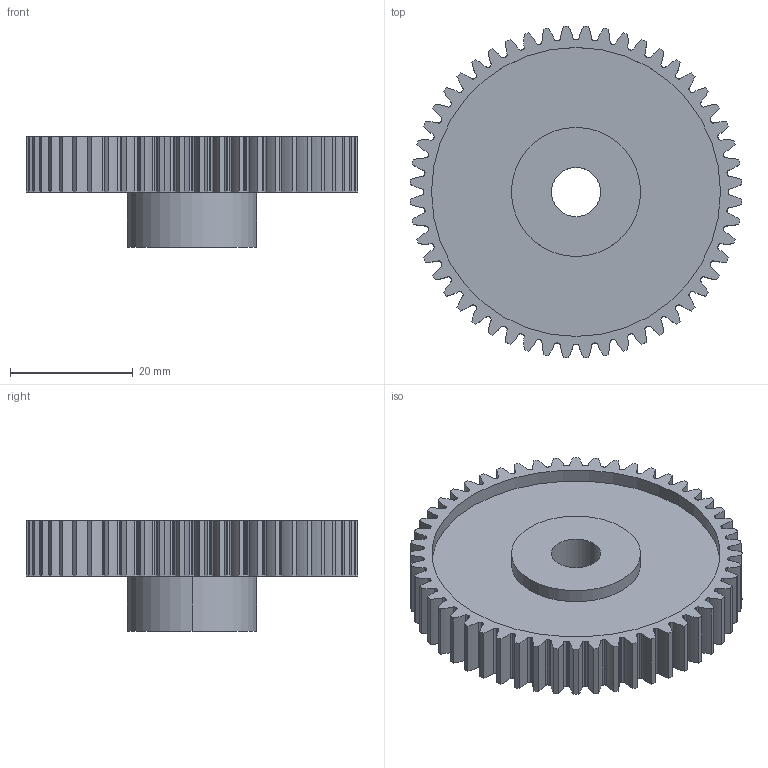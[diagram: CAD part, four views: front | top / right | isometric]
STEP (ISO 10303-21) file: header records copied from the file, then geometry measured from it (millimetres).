
FILE_DESCRIPTION (( 'STEP AP214' ), '1' );
FILE_NAME ('119-010-052.step', '2010-07-19T14:24:28', ( 'WMH Herion Antriebstechnik GmbH' ), ( 'WMH Herion Antriebstechnik GmbH' ), 'SwSTEP 2.0', 'SolidWorks 2010', '' );
FILE_SCHEMA (( 'AUTOMOTIVE_DESIGN' ));
Length unit declared in the file: millimetre
Products named in the file (1): 119-010-052
Bounding box: 53.94 x 53.94 x 18 mm (x, y, z)
Volume: 15118.2 mm3; surface area: 8996.8 mm2
Topology: 1 solids, 1 shells, 355 faces, 1047 edges, 698 vertices
Faces by surface type: cylinder 349, plane 6
Entity records: 12317 total; most frequent: DIRECTION 2457, CARTESIAN_POINT 2101, ORIENTED_EDGE 2094, AXIS2_PLACEMENT_3D 1054, EDGE_CURVE 1047, CIRCLE 698, VERTEX_POINT 698, EDGE_LOOP 361
